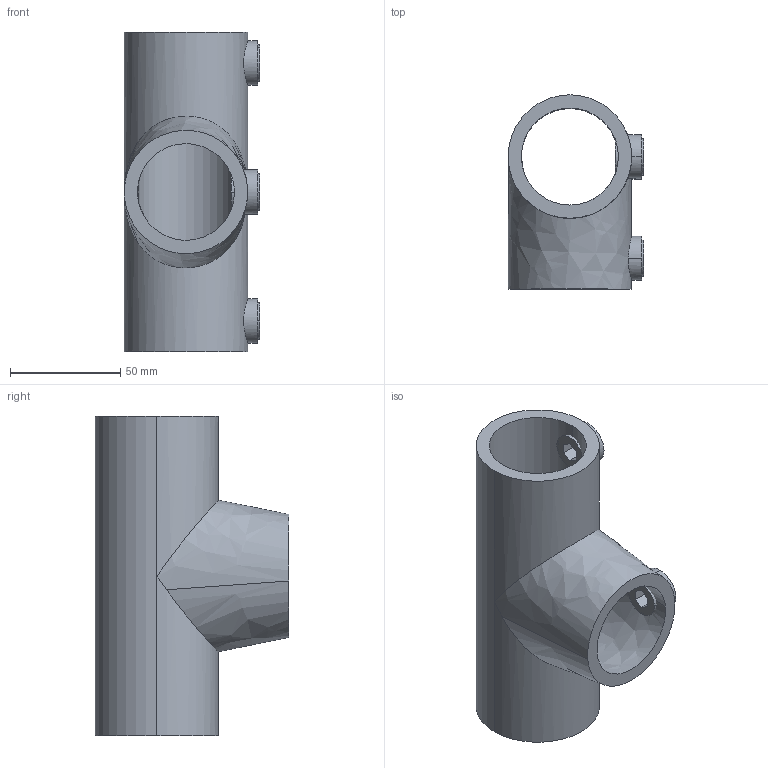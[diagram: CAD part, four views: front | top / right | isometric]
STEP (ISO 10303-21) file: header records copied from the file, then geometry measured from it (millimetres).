
FILE_DESCRIPTION (( 'STEP AP203' ), '1' );
FILE_NAME ('155-C42.step', '2015-09-17T16:24:13', ( '' ), ( '' ), 'SwSTEP 2.0', 'SolidWorks 2015', '' );
FILE_SCHEMA (( 'CONFIG_CONTROL_DESIGN' ));
Length unit declared in the file: millimetre
Products named in the file (3): 155-C42 Teil1_zeichnung; 155-C42 Teil2_zeichnung; 155-C42
Assembly tree (4 placements, depth 2):
  155-C42
    155-C42 Teil1_zeichnung
    155-C42 Teil2_zeichnung  x3
Bounding box: 61.5 x 88 x 145 mm (x, y, z)
Volume: 168290.7 mm3; surface area: 62708 mm2
Topology: 4 solids, 4 shells, 56 faces, 142 edges, 92 vertices
Faces by surface type: plane 30, cylinder 22, bspline 4
Entity records: 3204 total; most frequent: CARTESIAN_POINT 1978, ORIENTED_EDGE 188, DIRECTION 170, EDGE_CURVE 94, AXIS2_PLACEMENT_3D 65, VERTEX_POINT 60, EDGE_LOOP 46, VECTOR 40
